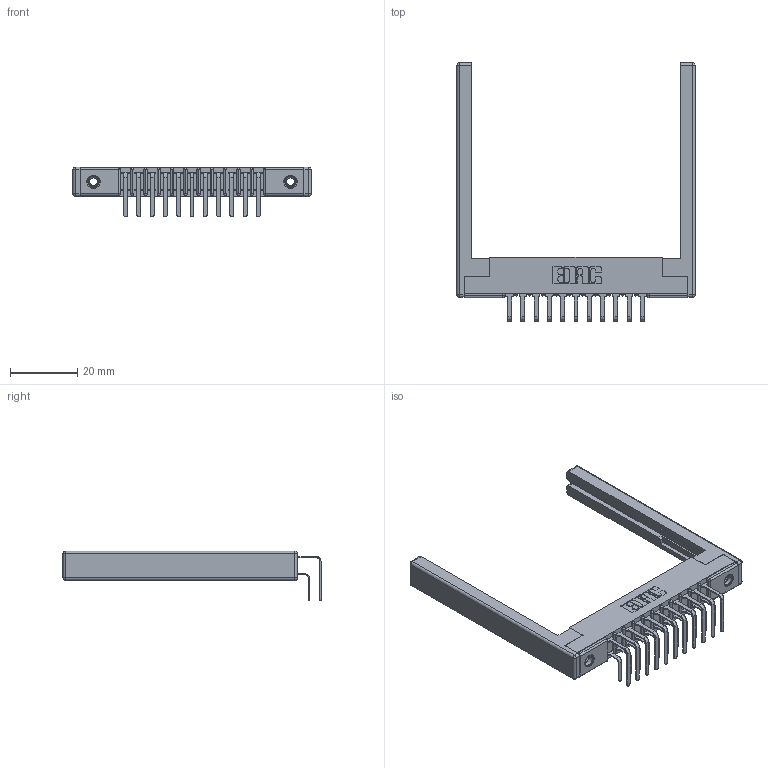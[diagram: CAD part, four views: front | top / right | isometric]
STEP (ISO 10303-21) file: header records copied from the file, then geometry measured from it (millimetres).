
FILE_DESCRIPTION (( 'STEP AP203' ), '1' );
FILE_NAME ('307-022-458-268.STEP', '2020-09-29T04:08:51', ( '' ), ( '' ), 'SwSTEP 2.0', 'SolidWorks 2020', '' );
FILE_SCHEMA (( 'CONFIG_CONTROL_DESIGN' ));
Length unit declared in the file: inch
Products named in the file (6): 345-250-001_345-250-001-102; 307-022-458-268; 307-220-068; 307-290-001_558 - 2 (Single); 307 Part_.156 Dia Mounting Holes; 307-290-001_558 559 - 1 (Single)
Assembly tree (27 placements, depth 2):
  307-022-458-268
    307 Part_.156 Dia Mounting Holes
    307-290-001_558 559 - 1 (Single)  x11
    307-290-001_558 - 2 (Single)  x11
    307-220-068  x2
    345-250-001_345-250-001-102  x2
Bounding box: 71.02 x 76.92 x 14.81 mm (x, y, z)
Volume: 9305.6 mm3; surface area: 12398.6 mm2
Topology: 27 solids, 27 shells, 1384 faces, 3837 edges, 2474 vertices
Faces by surface type: plane 884, cylinder 452, sphere 32, cone 12, torus 4
Entity records: 17810 total; most frequent: CARTESIAN_POINT 2902, DIRECTION 2870, ORIENTED_EDGE 2864, EDGE_CURVE 1432, VECTOR 1082, LINE 1082, VERTEX_POINT 926, AXIS2_PLACEMENT_3D 894
